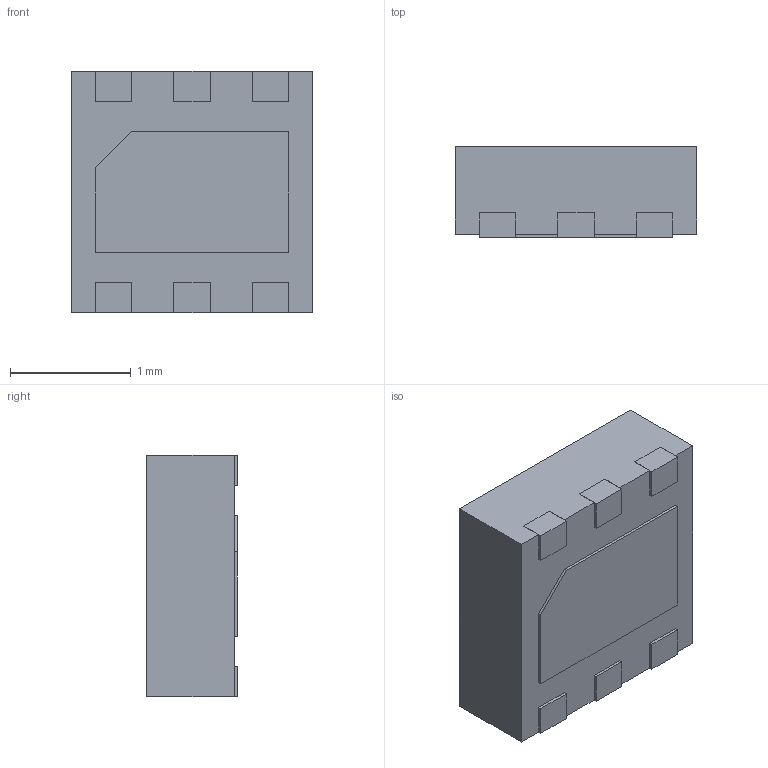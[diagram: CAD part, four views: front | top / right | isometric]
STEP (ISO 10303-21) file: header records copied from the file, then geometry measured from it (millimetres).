
FILE_DESCRIPTION (( 'STEP AP214' ), '1' );
FILE_NAME ('TMP116NAIDRVR.STEP', '2017-12-30T22:55:47', ( '' ), ( '' ), 'SwSTEP 2.0', 'SolidWorks 2016', '' );
FILE_SCHEMA (( 'AUTOMOTIVE_DESIGN' ));
Length unit declared in the file: millimetre
Products named in the file (1): TMP116NAIDRVR
Bounding box: 2 x 0.75 x 2 mm (x, y, z)
Volume: 3 mm3; surface area: 19.8 mm2
Topology: 8 solids, 8 shells, 73 faces, 171 edges, 114 vertices
Faces by surface type: plane 73
Entity records: 2208 total; most frequent: CARTESIAN_POINT 359, ORIENTED_EDGE 342, DIRECTION 319, EDGE_CURVE 171, LINE 171, VECTOR 171, VERTEX_POINT 114, AXIS2_PLACEMENT_3D 74
